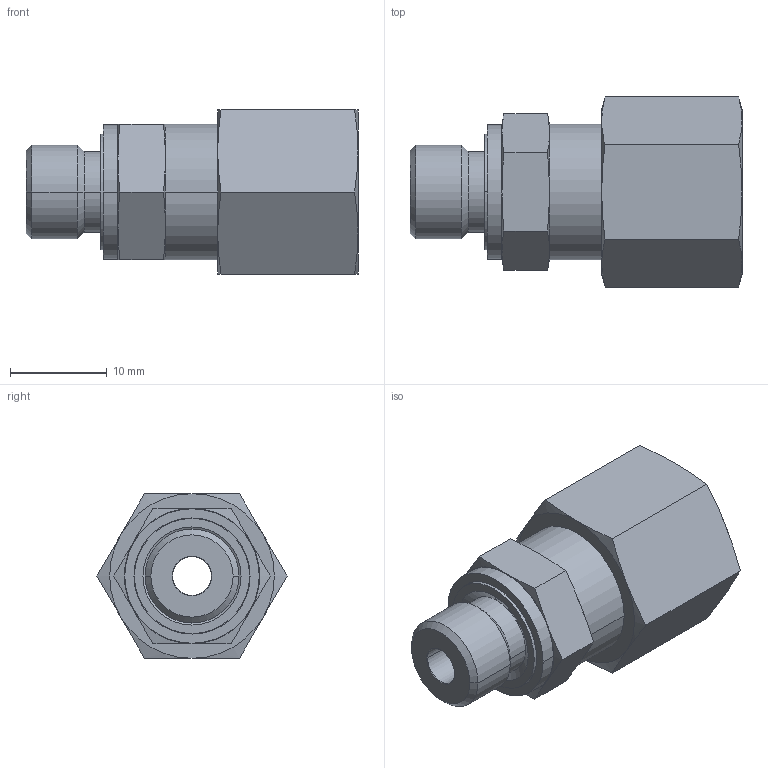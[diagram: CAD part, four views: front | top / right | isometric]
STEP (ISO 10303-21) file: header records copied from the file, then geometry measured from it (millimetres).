
FILE_DESCRIPTION((''),'2;1');
FILE_NAME('ILCM43000011','2009-07-27T',('mes'),(''),'PRO/ENGINEER BY PARAMETRIC TECHNOLOGY CORPORATION, 2007460','PRO/ENGINEER BY PARAMETRIC TECHNOLOGY CORPORATION, 2007460','');
FILE_SCHEMA(('AUTOMOTIVE_DESIGN_CC2 { 1 2 10303 214 -1 1 5 2 }'));
Length unit declared in the file: inch
Products named in the file (1): ILCM43000011
Bounding box: 34.3 x 19.63 x 17 mm (x, y, z)
Volume: 4772.9 mm3; surface area: 3418.6 mm2
Topology: 1 solids, 2 shells, 101 faces, 214 edges, 126 vertices
Faces by surface type: cone 48, cylinder 28, plane 25
Entity records: 3786 total; most frequent: CARTESIAN_POINT 796, DIRECTION 470, ORIENTED_EDGE 428, EDGE_CURVE 214, AXIS2_PLACEMENT_3D 203, VERTEX_POINT 126, EDGE_LOOP 114, COLOUR_RGB 106
